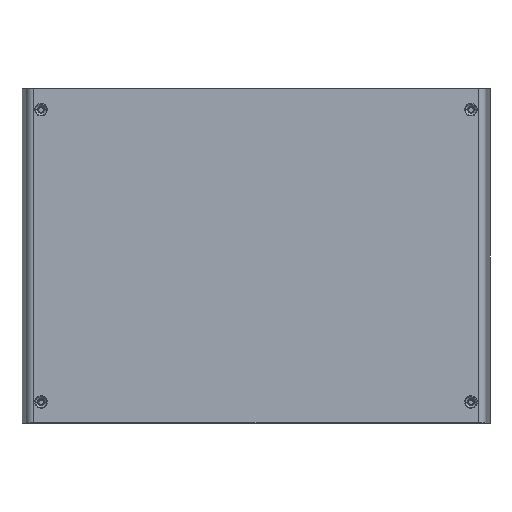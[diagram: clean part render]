
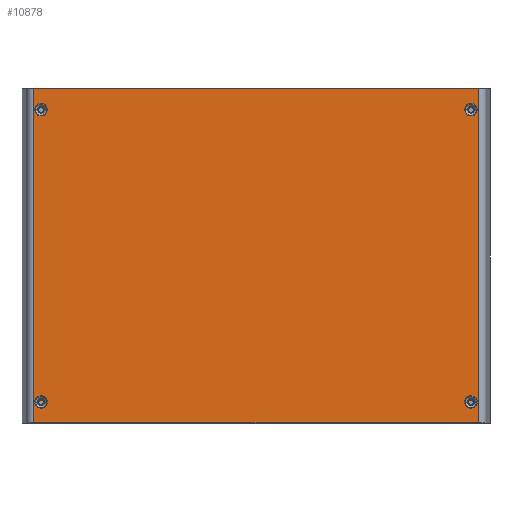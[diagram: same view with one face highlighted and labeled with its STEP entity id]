
A CAD part, top view. The second image highlights one B-rep face of the part: STEP entity #10878.
In plain terms, the highlighted planar face has unit normal (0, 0, 1).
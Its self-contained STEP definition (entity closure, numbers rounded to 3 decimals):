
#30 = VERTEX_POINT ( 'NONE', #10968 ) ;
#42 = VERTEX_POINT ( 'NONE', #10960 ) ;
#44 = EDGE_CURVE ( 'NONE', #42, #30, #10961, .T. ) ;
#47 = VERTEX_POINT ( 'NONE', #10963 ) ;
#55 = VERTEX_POINT ( 'NONE', #11006 ) ;
#289 = VERTEX_POINT ( 'NONE', #11038 ) ;
#320 = EDGE_CURVE ( 'NONE', #55, #289, #10993, .T. ) ;
#525 = EDGE_CURVE ( 'NONE', #589, #562, #11018, .T. ) ;
#562 = VERTEX_POINT ( 'NONE', #11046 ) ;
#589 = VERTEX_POINT ( 'NONE', #11101 ) ;
#765 = VERTEX_POINT ( 'NONE', #11100 ) ;
#847 = EDGE_CURVE ( 'NONE', #765, #47, #11081, .T. ) ;
#5356 = CIRCLE ( 'NONE', #5376, 3.25 ) ;
#5373 = DIRECTION ( 'NONE',  ( 1., 0., 0. ) ) ;
#5374 = DIRECTION ( 'NONE',  ( 0., 0., -1. ) ) ;
#5375 = CARTESIAN_POINT ( 'NONE',  ( -1418.554, 4264.965, 165.475 ) ) ;
#5376 = AXIS2_PLACEMENT_3D ( 'NONE', #5375, #5374, #5373 ) ;
#5403 = CARTESIAN_POINT ( 'NONE',  ( -1414.708, 4253.965, 165.475 ) ) ;
#5436 = AXIS2_PLACEMENT_3D ( 'NONE', #5481, #5480, #5479 ) ;
#5438 = CARTESIAN_POINT ( 'NONE',  ( -1414.708, 4428.965, 165.475 ) ) ;
#5441 = CARTESIAN_POINT ( 'NONE',  ( -1647.4, 4428.965, 165.475 ) ) ;
#5445 = CIRCLE ( 'NONE', #5496, 3.25 ) ;
#5447 = DIRECTION ( 'NONE',  ( 0., 1., 0. ) ) ;
#5448 = VECTOR ( 'NONE', #5447, 1000. ) ;
#5449 = CARTESIAN_POINT ( 'NONE',  ( -1414.708, 4424.465, 165.475 ) ) ;
#5450 = LINE ( 'NONE', #5449, #5448 ) ;
#5456 = DIRECTION ( 'NONE',  ( -1., 0., 0. ) ) ;
#5457 = VECTOR ( 'NONE', #5456, 1000. ) ;
#5460 = CARTESIAN_POINT ( 'NONE',  ( -1647.4, 4428.965, 165.475 ) ) ;
#5461 = LINE ( 'NONE', #5460, #5457 ) ;
#5471 = CIRCLE ( 'NONE', #5483, 3.25 ) ;
#5477 = CARTESIAN_POINT ( 'NONE',  ( -1643.554, 4417.965, 165.475 ) ) ;
#5479 = DIRECTION ( 'NONE',  ( 1., 0., 0. ) ) ;
#5480 = DIRECTION ( 'NONE',  ( 0., 0., -1. ) ) ;
#5481 = CARTESIAN_POINT ( 'NONE',  ( -1643.554, 4264.965, 165.475 ) ) ;
#5482 = FACE_OUTER_BOUND ( 'NONE', #10877, .T. ) ;
#5483 = AXIS2_PLACEMENT_3D ( 'NONE', #5477, #5530, #5529 ) ;
#5487 = CIRCLE ( 'NONE', #5436, 3.25 ) ;
#5488 = PLANE ( 'NONE',  #5525 ) ;
#5491 = DIRECTION ( 'NONE',  ( 1., 0., 0. ) ) ;
#5492 = DIRECTION ( 'NONE',  ( 0., 0., -1. ) ) ;
#5496 = AXIS2_PLACEMENT_3D ( 'NONE', #5498, #5492, #5491 ) ;
#5498 = CARTESIAN_POINT ( 'NONE',  ( -1418.554, 4417.965, 165.475 ) ) ;
#5503 = DIRECTION ( 'NONE',  ( 0., -1., 0. ) ) ;
#5504 = VECTOR ( 'NONE', #5503, 1000. ) ;
#5505 = CARTESIAN_POINT ( 'NONE',  ( -1647.4, 4253.965, 165.475 ) ) ;
#5507 = DIRECTION ( 'NONE',  ( 1., 0., 0. ) ) ;
#5509 = DIRECTION ( 'NONE',  ( 0., -1., 0. ) ) ;
#5510 = DIRECTION ( 'NONE',  ( 0., 0., 1. ) ) ;
#5511 = CARTESIAN_POINT ( 'NONE',  ( -1647.4, 4424.465, 165.475 ) ) ;
#5512 = CARTESIAN_POINT ( 'NONE',  ( -1647.4, 4424.465, 165.475 ) ) ;
#5513 = LINE ( 'NONE', #5512, #5504 ) ;
#5514 = CARTESIAN_POINT ( 'NONE',  ( -1647.4, 4253.965, 165.475 ) ) ;
#5515 = LINE ( 'NONE', #5514, #5518 ) ;
#5518 = VECTOR ( 'NONE', #5507, 1000. ) ;
#5519 = FACE_BOUND ( 'NONE', #10948, .T. ) ;
#5524 = FACE_BOUND ( 'NONE', #10885, .T. ) ;
#5525 = AXIS2_PLACEMENT_3D ( 'NONE', #5511, #5510, #5509 ) ;
#5526 = FACE_BOUND ( 'NONE', #10879, .T. ) ;
#5528 = FACE_BOUND ( 'NONE', #10883, .T. ) ;
#5529 = DIRECTION ( 'NONE',  ( 1., 0., 0. ) ) ;
#5530 = DIRECTION ( 'NONE',  ( 0., 0., -1. ) ) ;
#6139 = DIRECTION ( 'NONE',  ( 1., 0., 0. ) ) ;
#10801 = EDGE_CURVE ( 'NONE', #562, #589, #5356, .T. ) ;
#10837 = VERTEX_POINT ( 'NONE', #5403 ) ;
#10845 = EDGE_CURVE ( 'NONE', #10860, #10853, #5461, .T. ) ;
#10849 = EDGE_CURVE ( 'NONE', #10837, #10860, #5450, .T. ) ;
#10853 = VERTEX_POINT ( 'NONE', #5441 ) ;
#10858 = EDGE_CURVE ( 'NONE', #289, #55, #5445, .T. ) ;
#10860 = VERTEX_POINT ( 'NONE', #5438 ) ;
#10867 = EDGE_CURVE ( 'NONE', #30, #42, #5487, .T. ) ;
#10873 = EDGE_CURVE ( 'NONE', #47, #765, #5471, .T. ) ;
#10877 = EDGE_LOOP ( 'NONE', ( #10899, #10895, #10882, #10891 ) ) ;
#10878 = ADVANCED_FACE ( 'NONE', ( #5482, #5528, #5524, #5526, #5519 ), #5488, .T. ) ;
#10879 = EDGE_LOOP ( 'NONE', ( #10945, #10949 ) ) ;
#10880 = ORIENTED_EDGE ( 'NONE', *, *, #44, .T. ) ;
#10881 = ORIENTED_EDGE ( 'NONE', *, *, #10867, .T. ) ;
#10882 = ORIENTED_EDGE ( 'NONE', *, *, #10849, .T. ) ;
#10883 = EDGE_LOOP ( 'NONE', ( #10880, #10881 ) ) ;
#10884 = ORIENTED_EDGE ( 'NONE', *, *, #320, .T. ) ;
#10885 = EDGE_LOOP ( 'NONE', ( #10884, #10892 ) ) ;
#10891 = ORIENTED_EDGE ( 'NONE', *, *, #10845, .T. ) ;
#10892 = ORIENTED_EDGE ( 'NONE', *, *, #10858, .T. ) ;
#10894 = EDGE_CURVE ( 'NONE', #10914, #10837, #5515, .T. ) ;
#10895 = ORIENTED_EDGE ( 'NONE', *, *, #10894, .T. ) ;
#10897 = EDGE_CURVE ( 'NONE', #10853, #10914, #5513, .T. ) ;
#10899 = ORIENTED_EDGE ( 'NONE', *, *, #10897, .T. ) ;
#10914 = VERTEX_POINT ( 'NONE', #5505 ) ;
#10945 = ORIENTED_EDGE ( 'NONE', *, *, #847, .T. ) ;
#10947 = ORIENTED_EDGE ( 'NONE', *, *, #525, .T. ) ;
#10948 = EDGE_LOOP ( 'NONE', ( #10947, #10951 ) ) ;
#10949 = ORIENTED_EDGE ( 'NONE', *, *, #10873, .T. ) ;
#10951 = ORIENTED_EDGE ( 'NONE', *, *, #10801, .T. ) ;
#10960 = CARTESIAN_POINT ( 'NONE',  ( -1640.304, 4264.965, 165.475 ) ) ;
#10961 = CIRCLE ( 'NONE', #11011, 3.25 ) ;
#10963 = CARTESIAN_POINT ( 'NONE',  ( -1646.804, 4417.965, 165.475 ) ) ;
#10968 = CARTESIAN_POINT ( 'NONE',  ( -1646.804, 4264.965, 165.475 ) ) ;
#10980 = CARTESIAN_POINT ( 'NONE',  ( -1643.554, 4264.965, 165.475 ) ) ;
#10993 = CIRCLE ( 'NONE', #11064, 3.25 ) ;
#11006 = CARTESIAN_POINT ( 'NONE',  ( -1415.304, 4417.965, 165.475 ) ) ;
#11009 = DIRECTION ( 'NONE',  ( 1., 0., 0. ) ) ;
#11010 = DIRECTION ( 'NONE',  ( 0., 0., -1. ) ) ;
#11011 = AXIS2_PLACEMENT_3D ( 'NONE', #10980, #11010, #11009 ) ;
#11018 = CIRCLE ( 'NONE', #11058, 3.25 ) ;
#11038 = CARTESIAN_POINT ( 'NONE',  ( -1421.804, 4417.965, 165.475 ) ) ;
#11046 = CARTESIAN_POINT ( 'NONE',  ( -1421.804, 4264.965, 165.475 ) ) ;
#11050 = DIRECTION ( 'NONE',  ( 1., 0., 0. ) ) ;
#11051 = DIRECTION ( 'NONE',  ( 0., 0., -1. ) ) ;
#11055 = CARTESIAN_POINT ( 'NONE',  ( -1418.554, 4264.965, 165.475 ) ) ;
#11058 = AXIS2_PLACEMENT_3D ( 'NONE', #11055, #11051, #11050 ) ;
#11062 = DIRECTION ( 'NONE',  ( 1., 0., 0. ) ) ;
#11063 = DIRECTION ( 'NONE',  ( 0., 0., -1. ) ) ;
#11064 = AXIS2_PLACEMENT_3D ( 'NONE', #11068, #11063, #11062 ) ;
#11068 = CARTESIAN_POINT ( 'NONE',  ( -1418.554, 4417.965, 165.475 ) ) ;
#11070 = CARTESIAN_POINT ( 'NONE',  ( -1643.554, 4417.965, 165.475 ) ) ;
#11081 = CIRCLE ( 'NONE', #11087, 3.25 ) ;
#11087 = AXIS2_PLACEMENT_3D ( 'NONE', #11070, #11102, #6139 ) ;
#11100 = CARTESIAN_POINT ( 'NONE',  ( -1640.304, 4417.965, 165.475 ) ) ;
#11101 = CARTESIAN_POINT ( 'NONE',  ( -1415.304, 4264.965, 165.475 ) ) ;
#11102 = DIRECTION ( 'NONE',  ( 0., 0., -1. ) ) ;
